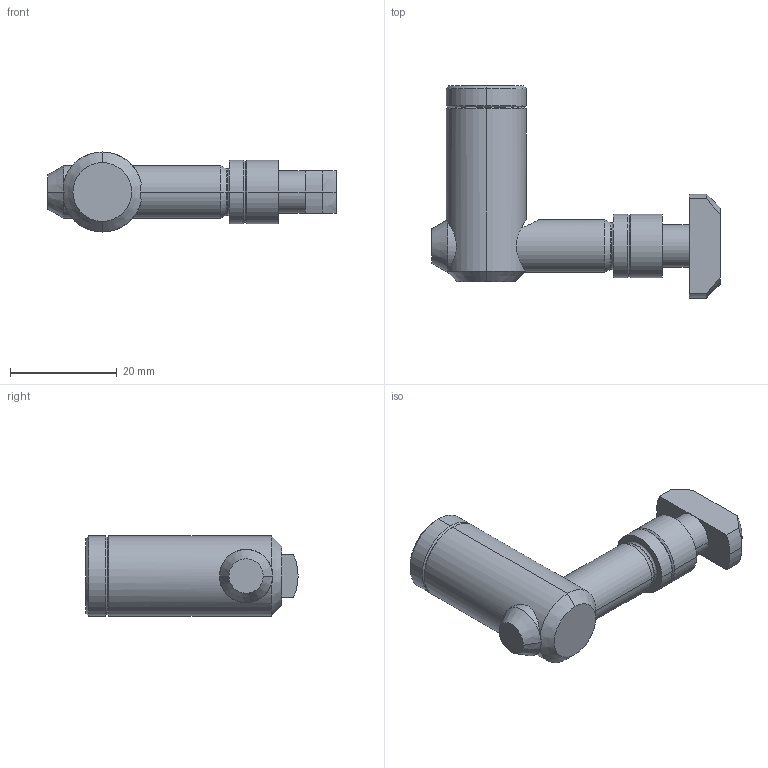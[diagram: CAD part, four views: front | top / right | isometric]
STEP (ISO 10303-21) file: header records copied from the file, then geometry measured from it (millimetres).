
FILE_DESCRIPTION (( 'STEP AP214' ), '1' );
FILE_NAME ('1.21.6E1.STEP', '2024-10-09T16:43:57', ( '' ), ( '' ), 'SwSTEP 2.0', 'SolidWorks 2024', '' );
FILE_SCHEMA (( 'AUTOMOTIVE_DESIGN' ));
Length unit declared in the file: millimetre
Products named in the file (1): 1.21.6E1
Bounding box: 54 x 39.75 x 15 mm (x, y, z)
Volume: 8760.1 mm3; surface area: 5049.5 mm2
Topology: 2 solids, 2 shells, 73 faces, 176 edges, 105 vertices
Faces by surface type: cone 27, cylinder 20, plane 20, torus 6
Entity records: 2431 total; most frequent: CARTESIAN_POINT 697, DIRECTION 375, ORIENTED_EDGE 344, EDGE_CURVE 172, AXIS2_PLACEMENT_3D 149, VERTEX_POINT 105, EDGE_LOOP 77, VECTOR 77
